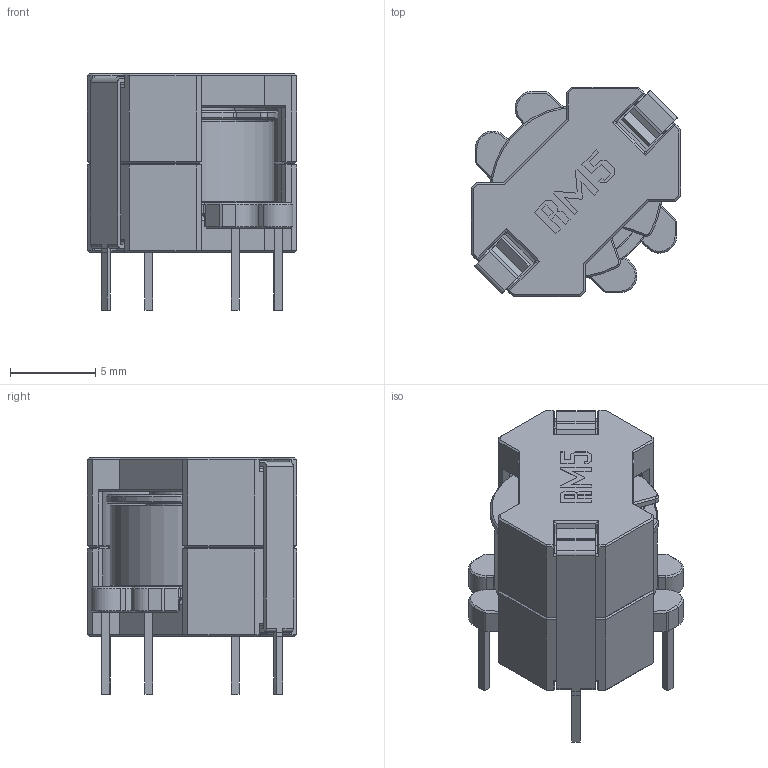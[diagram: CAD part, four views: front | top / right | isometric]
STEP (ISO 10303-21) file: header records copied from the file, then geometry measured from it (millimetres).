
FILE_DESCRIPTION(/* description */ ('model of RM-5_4pin'),/* implementation_level */ '2;1');
FILE_NAME(/* name */ 'RM-5_4pin.stp',/* time_stamp */ '2016-01-08T00:25:34',/* author */ ('Joan The Spark',''),/* organization */ (''),/* preprocessor_version */ '',/* originating_system */ '',/* authorisation */ '');
FILE_SCHEMA (('AUTOMOTIVE_DESIGN { 1 0 10303 214 3 1 1 }'));
Length unit declared in the file: millimetre
Products named in the file (1): RM-5_4pin
Bounding box: 12.3 x 12.3 x 13.88 mm (x, y, z)
Volume: 1040.2 mm3; surface area: 1510 mm2
Topology: 1 solids, 1 shells, 508 faces, 1240 edges, 741 vertices
Faces by surface type: plane 430, cylinder 30, cone 28, bspline 20
Full cylindrical faces by diameter (mm): 5 x2, 5.5 x2, 8.13 x1, 8.23 x1, 9.495 x1, 9.595 x1
Entity records: 15582 total; most frequent: CARTESIAN_POINT 3340, ORIENTED_EDGE 2458, DIRECTION 2261, EDGE_CURVE 1229, LINE 1103, VECTOR 1103, VERTEX_POINT 738, AXIS2_PLACEMENT_3D 579
